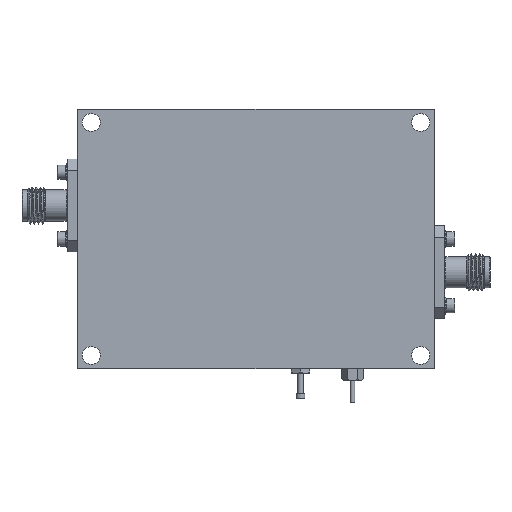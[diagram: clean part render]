
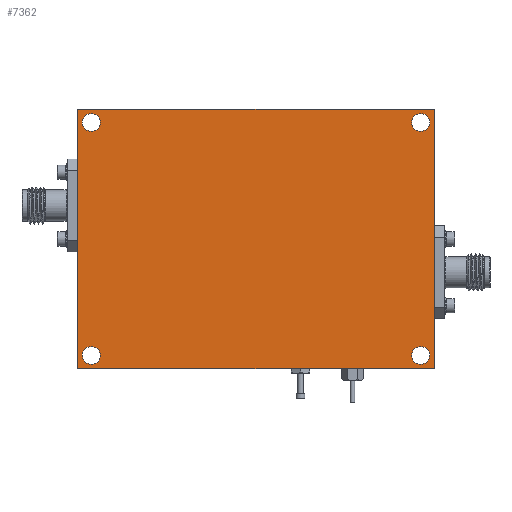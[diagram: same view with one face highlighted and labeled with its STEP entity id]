
A CAD part, front view. The second image highlights one B-rep face of the part: STEP entity #7362.
In plain terms, the highlighted planar face has unit normal (0, -1, 0).
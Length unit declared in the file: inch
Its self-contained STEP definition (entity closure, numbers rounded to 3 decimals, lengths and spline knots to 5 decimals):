
#204 = DIRECTION ( 'NONE',  ( 1., 0., 0. ) ) ;
#245 = FACE_BOUND ( 'NONE', #1401, .T. ) ;
#537 = CARTESIAN_POINT ( 'NONE',  ( -1.11, -0.25, -0.785 ) ) ;
#577 = EDGE_LOOP ( 'NONE', ( #7303 ) ) ;
#581 = CARTESIAN_POINT ( 'NONE',  ( 1.11, -0.25, -0.725 ) ) ;
#640 = VERTEX_POINT ( 'NONE', #581 ) ;
#803 = ORIENTED_EDGE ( 'NONE', *, *, #3646, .F. ) ;
#838 = VECTOR ( 'NONE', #2187, 39.37008 ) ;
#921 = EDGE_LOOP ( 'NONE', ( #4938 ) ) ;
#1012 = VERTEX_POINT ( 'NONE', #4017 ) ;
#1085 = FACE_BOUND ( 'NONE', #577, .T. ) ;
#1142 = ORIENTED_EDGE ( 'NONE', *, *, #10094, .F. ) ;
#1401 = EDGE_LOOP ( 'NONE', ( #7406 ) ) ;
#1419 = VERTEX_POINT ( 'NONE', #9041 ) ;
#1433 = DIRECTION ( 'NONE',  ( 0., 0., 1. ) ) ;
#1685 = FACE_BOUND ( 'NONE', #3758, .T. ) ;
#1708 = VECTOR ( 'NONE', #9332, 39.37008 ) ;
#1736 = VECTOR ( 'NONE', #204, 39.37008 ) ;
#1756 = CARTESIAN_POINT ( 'NONE',  ( 0., -0.25, 0. ) ) ;
#2002 = LINE ( 'NONE', #2932, #3306 ) ;
#2187 = DIRECTION ( 'NONE',  ( 0., 0., 1. ) ) ;
#2352 = DIRECTION ( 'NONE',  ( 0., 1., 0. ) ) ;
#2408 = CIRCLE ( 'NONE', #3294, 0.06 ) ;
#2569 = EDGE_CURVE ( 'NONE', #2900, #2900, #8868, .T. ) ;
#2900 = VERTEX_POINT ( 'NONE', #3677 ) ;
#2932 = CARTESIAN_POINT ( 'NONE',  ( 1.2, -0.25, 0.875 ) ) ;
#2949 = CARTESIAN_POINT ( 'NONE',  ( -1.2, -0.25, -0.875 ) ) ;
#3191 = DIRECTION ( 'NONE',  ( 0., 1., 0. ) ) ;
#3294 = AXIS2_PLACEMENT_3D ( 'NONE', #7309, #3191, #9809 ) ;
#3306 = VECTOR ( 'NONE', #9458, 39.37008 ) ;
#3317 = CARTESIAN_POINT ( 'NONE',  ( -1.2, -0.25, 0.875 ) ) ;
#3646 = EDGE_CURVE ( 'NONE', #10298, #4122, #6078, .T. ) ;
#3677 = CARTESIAN_POINT ( 'NONE',  ( -1.11, -0.25, -0.725 ) ) ;
#3758 = EDGE_LOOP ( 'NONE', ( #9355 ) ) ;
#3772 = VERTEX_POINT ( 'NONE', #7072 ) ;
#3890 = DIRECTION ( 'NONE',  ( 0., 1., 0. ) ) ;
#4017 = CARTESIAN_POINT ( 'NONE',  ( 1.2, -0.25, 0.875 ) ) ;
#4122 = VERTEX_POINT ( 'NONE', #2949 ) ;
#4172 = DIRECTION ( 'NONE',  ( 0., 0., -1. ) ) ;
#4430 = FACE_OUTER_BOUND ( 'NONE', #10493, .T. ) ;
#4491 = DIRECTION ( 'NONE',  ( 0., 0., 1. ) ) ;
#4606 = EDGE_CURVE ( 'NONE', #1012, #10298, #2002, .T. ) ;
#4938 = ORIENTED_EDGE ( 'NONE', *, *, #9111, .T. ) ;
#5064 = AXIS2_PLACEMENT_3D ( 'NONE', #1756, #10782, #4172 ) ;
#5228 = VERTEX_POINT ( 'NONE', #3317 ) ;
#5851 = CARTESIAN_POINT ( 'NONE',  ( 1.11, -0.25, -0.785 ) ) ;
#6018 = CARTESIAN_POINT ( 'NONE',  ( -1.2, -0.25, -0.875 ) ) ;
#6078 = LINE ( 'NONE', #6018, #1708 ) ;
#6334 = LINE ( 'NONE', #9645, #838 ) ;
#6624 = CARTESIAN_POINT ( 'NONE',  ( 1.2, -0.25, -0.875 ) ) ;
#6772 = AXIS2_PLACEMENT_3D ( 'NONE', #8613, #3890, #4491 ) ;
#6775 = EDGE_CURVE ( 'NONE', #5228, #1012, #10186, .T. ) ;
#6912 = EDGE_CURVE ( 'NONE', #3772, #3772, #10071, .T. ) ;
#6965 = ORIENTED_EDGE ( 'NONE', *, *, #6775, .F. ) ;
#7012 = AXIS2_PLACEMENT_3D ( 'NONE', #537, #2352, #1433 ) ;
#7072 = CARTESIAN_POINT ( 'NONE',  ( 1.11, -0.25, 0.845 ) ) ;
#7303 = ORIENTED_EDGE ( 'NONE', *, *, #2569, .T. ) ;
#7309 = CARTESIAN_POINT ( 'NONE',  ( -1.11, -0.25, 0.785 ) ) ;
#7362 = ADVANCED_FACE ( 'NONE', ( #1685, #1085, #4430, #7724, #245 ), #8347, .T. ) ;
#7406 = ORIENTED_EDGE ( 'NONE', *, *, #10027, .T. ) ;
#7690 = ORIENTED_EDGE ( 'NONE', *, *, #4606, .F. ) ;
#7724 = FACE_BOUND ( 'NONE', #921, .T. ) ;
#7959 = CIRCLE ( 'NONE', #9005, 0.06 ) ;
#8347 = PLANE ( 'NONE',  #5064 ) ;
#8613 = CARTESIAN_POINT ( 'NONE',  ( 1.11, -0.25, 0.785 ) ) ;
#8868 = CIRCLE ( 'NONE', #7012, 0.06 ) ;
#9005 = AXIS2_PLACEMENT_3D ( 'NONE', #5851, #10089, #9157 ) ;
#9041 = CARTESIAN_POINT ( 'NONE',  ( -1.11, -0.25, 0.845 ) ) ;
#9111 = EDGE_CURVE ( 'NONE', #640, #640, #7959, .T. ) ;
#9157 = DIRECTION ( 'NONE',  ( 0., 0., 1. ) ) ;
#9332 = DIRECTION ( 'NONE',  ( -1., 0., 0. ) ) ;
#9355 = ORIENTED_EDGE ( 'NONE', *, *, #6912, .T. ) ;
#9374 = CARTESIAN_POINT ( 'NONE',  ( -1.2, -0.25, 0.875 ) ) ;
#9458 = DIRECTION ( 'NONE',  ( 0., 0., -1. ) ) ;
#9645 = CARTESIAN_POINT ( 'NONE',  ( -1.2, -0.25, 0.875 ) ) ;
#9809 = DIRECTION ( 'NONE',  ( 0., 0., 1. ) ) ;
#10027 = EDGE_CURVE ( 'NONE', #1419, #1419, #2408, .T. ) ;
#10071 = CIRCLE ( 'NONE', #6772, 0.06 ) ;
#10089 = DIRECTION ( 'NONE',  ( 0., 1., 0. ) ) ;
#10094 = EDGE_CURVE ( 'NONE', #4122, #5228, #6334, .T. ) ;
#10186 = LINE ( 'NONE', #9374, #1736 ) ;
#10298 = VERTEX_POINT ( 'NONE', #6624 ) ;
#10493 = EDGE_LOOP ( 'NONE', ( #7690, #6965, #1142, #803 ) ) ;
#10782 = DIRECTION ( 'NONE',  ( 0., -1., 0. ) ) ;
